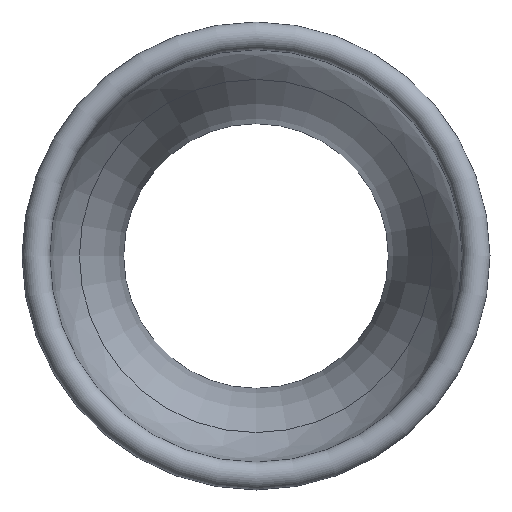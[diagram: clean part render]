
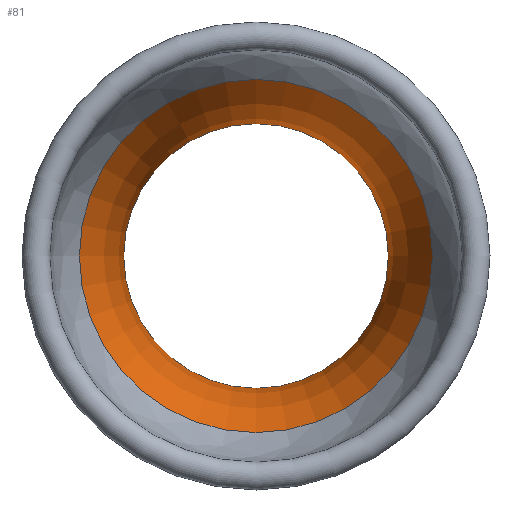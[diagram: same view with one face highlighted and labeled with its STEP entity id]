
A CAD part, left-side view. The second image highlights one B-rep face of the part: STEP entity #81.
In plain terms, the highlighted toroidal (fillet/blend) face has major radius 66.82 mm and minor radius 47.71 mm.
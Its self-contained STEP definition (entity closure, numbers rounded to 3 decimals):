
#22 = VERTEX_POINT('',#23);
#23 = CARTESIAN_POINT('',(0.,19.109,0.));
#32 = EDGE_CURVE('',#22,#22,#33,.T.);
#33 = CIRCLE('',#34,19.109);
#34 = AXIS2_PLACEMENT_3D('',#35,#36,#37);
#35 = CARTESIAN_POINT('',(0.,0.,0.));
#36 = DIRECTION('',(1.,-0.,0.));
#37 = DIRECTION('',(0.,1.,0.));
#81 = ADVANCED_FACE('',(#82),#102,.T.);
#82 = FACE_BOUND('',#83,.T.);
#83 = EDGE_LOOP('',(#84,#93,#94,#95));
#84 = ORIENTED_EDGE('',*,*,#85,.F.);
#85 = EDGE_CURVE('',#22,#86,#88,.T.);
#86 = VERTEX_POINT('',#87);
#87 = CARTESIAN_POINT('',(-23.854,25.501,
    0.));
#88 = CIRCLE('',#89,47.71);
#89 = AXIS2_PLACEMENT_3D('',#90,#91,#92);
#90 = CARTESIAN_POINT('',(0.,66.819,0.));
#91 = DIRECTION('',(0.,0.,-1.));
#92 = DIRECTION('',(-1.,-0.,0.));
#93 = ORIENTED_EDGE('',*,*,#32,.T.);
#94 = ORIENTED_EDGE('',*,*,#85,.T.);
#95 = ORIENTED_EDGE('',*,*,#96,.F.);
#96 = EDGE_CURVE('',#86,#86,#97,.T.);
#97 = CIRCLE('',#98,25.501);
#98 = AXIS2_PLACEMENT_3D('',#99,#100,#101);
#99 = CARTESIAN_POINT('',(-23.854,0.,0.));
#100 = DIRECTION('',(1.,-0.,0.));
#101 = DIRECTION('',(0.,1.,0.));
#102 = TOROIDAL_SURFACE('',#103,66.819,47.71);
#103 = AXIS2_PLACEMENT_3D('',#104,#105,#106);
#104 = CARTESIAN_POINT('',(0.,0.,0.));
#105 = DIRECTION('',(1.,0.,0.));
#106 = DIRECTION('',(0.,1.,0.));
